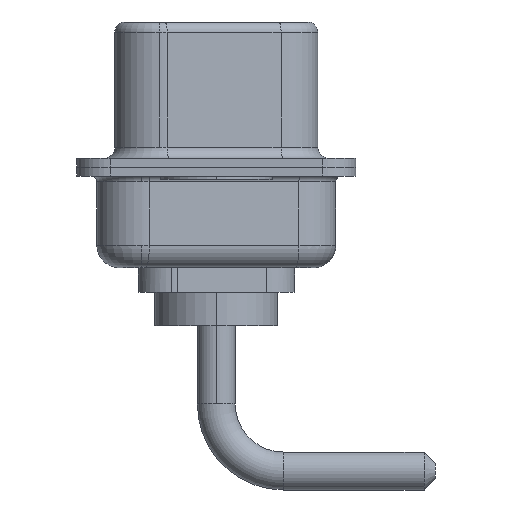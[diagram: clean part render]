
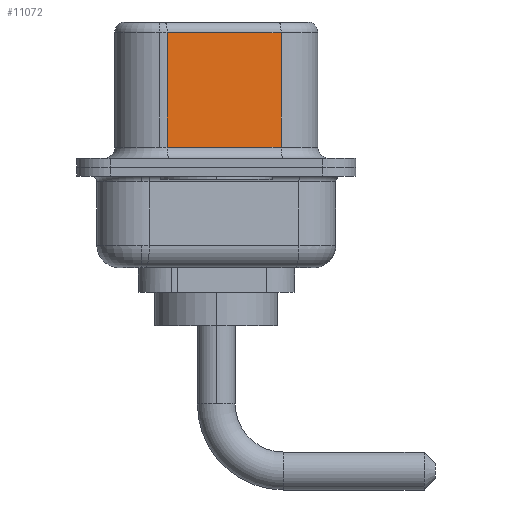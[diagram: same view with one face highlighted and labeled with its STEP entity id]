
A CAD part, left-side view. The second image highlights one B-rep face of the part: STEP entity #11072.
In plain terms, the highlighted planar face has unit normal (-0.985, -0.174, 0).
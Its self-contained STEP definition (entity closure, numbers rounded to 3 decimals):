
#594 = LINE ( 'NONE', #4458, #3308 ) ;
#1152 = CARTESIAN_POINT ( 'NONE',  ( 4.58, -2.897, 6.52 ) ) ;
#1219 = DIRECTION ( 'NONE',  ( -0.174, 0.985, 0. ) ) ;
#1328 = VERTEX_POINT ( 'NONE', #10384 ) ;
#1457 = VERTEX_POINT ( 'NONE', #6903 ) ;
#2456 = EDGE_LOOP ( 'NONE', ( #4594, #9570, #5342, #5466 ) ) ;
#2782 = CARTESIAN_POINT ( 'NONE',  ( 3.68, 2.203, 6.52 ) ) ;
#3134 = VECTOR ( 'NONE', #7566, 1000. ) ;
#3308 = VECTOR ( 'NONE', #8376, 1000. ) ;
#3507 = VECTOR ( 'NONE', #4568, 1000. ) ;
#4347 = EDGE_CURVE ( 'NONE', #1328, #12216, #8450, .T. ) ;
#4374 = CARTESIAN_POINT ( 'NONE',  ( 4.58, -2.897, 6.52 ) ) ;
#4458 = CARTESIAN_POINT ( 'NONE',  ( 4.58, -2.897, 6.02 ) ) ;
#4568 = DIRECTION ( 'NONE',  ( 0.174, -0.985, 0. ) ) ;
#4594 = ORIENTED_EDGE ( 'NONE', *, *, #11255, .F. ) ;
#4702 = CARTESIAN_POINT ( 'NONE',  ( 4.58, -2.897, 6.02 ) ) ;
#4809 = EDGE_CURVE ( 'NONE', #7913, #1328, #594, .T. ) ;
#5003 = CARTESIAN_POINT ( 'NONE',  ( 3.68, 2.203, 0.9 ) ) ;
#5161 = EDGE_CURVE ( 'NONE', #12216, #1457, #7529, .T. ) ;
#5178 = DIRECTION ( 'NONE',  ( 0.985, 0.174, 0. ) ) ;
#5342 = ORIENTED_EDGE ( 'NONE', *, *, #4347, .T. ) ;
#5466 = ORIENTED_EDGE ( 'NONE', *, *, #5161, .T. ) ;
#6845 = PLANE ( 'NONE',  #8013 ) ;
#6903 = CARTESIAN_POINT ( 'NONE',  ( 4.58, -2.897, 0.9 ) ) ;
#7334 = LINE ( 'NONE', #4374, #3134 ) ;
#7529 = LINE ( 'NONE', #9415, #3507 ) ;
#7566 = DIRECTION ( 'NONE',  ( 0., 0., -1. ) ) ;
#7861 = FACE_OUTER_BOUND ( 'NONE', #2456, .T. ) ;
#7913 = VERTEX_POINT ( 'NONE', #4702 ) ;
#8013 = AXIS2_PLACEMENT_3D ( 'NONE', #1152, #5178, #1219 ) ;
#8376 = DIRECTION ( 'NONE',  ( -0.174, 0.985, 0. ) ) ;
#8450 = LINE ( 'NONE', #2782, #10618 ) ;
#9415 = CARTESIAN_POINT ( 'NONE',  ( 4.58, -2.897, 0.9 ) ) ;
#9570 = ORIENTED_EDGE ( 'NONE', *, *, #4809, .T. ) ;
#10384 = CARTESIAN_POINT ( 'NONE',  ( 3.68, 2.203, 6.02 ) ) ;
#10618 = VECTOR ( 'NONE', #11576, 1000. ) ;
#11072 = ADVANCED_FACE ( 'NONE', ( #7861 ), #6845, .F. ) ;
#11255 = EDGE_CURVE ( 'NONE', #7913, #1457, #7334, .T. ) ;
#11576 = DIRECTION ( 'NONE',  ( 0., 0., -1. ) ) ;
#12216 = VERTEX_POINT ( 'NONE', #5003 ) ;
